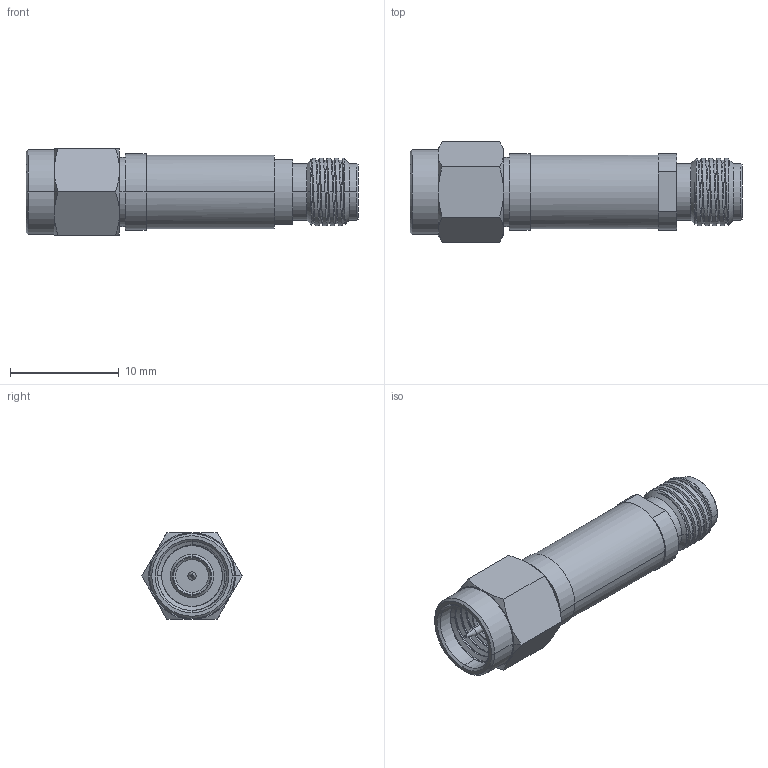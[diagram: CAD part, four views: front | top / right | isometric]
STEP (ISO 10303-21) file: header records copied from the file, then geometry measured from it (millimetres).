
FILE_DESCRIPTION (( 'STEP AP203' ), '1' );
FILE_NAME ('FMAT7447_3D.STEP', '2022-08-11T14:18:53', ( '' ), ( '' ), 'SwSTEP 2.0', 'SolidWorks 2021', '' );
FILE_SCHEMA (( 'CONFIG_CONTROL_DESIGN' ));
Length unit declared in the file: millimetre
Products named in the file (1): FMAT7447_3D
Bounding box: 30.55 x 9.24 x 8 mm (x, y, z)
Volume: 968.1 mm3; surface area: 1192 mm2
Topology: 1 solids, 1 shells, 123 faces, 286 edges, 176 vertices
Faces by surface type: cylinder 53, cone 38, plane 26, bspline 6
Entity records: 5340 total; most frequent: CARTESIAN_POINT 2640, ORIENTED_EDGE 572, DIRECTION 531, EDGE_CURVE 286, AXIS2_PLACEMENT_3D 217, VERTEX_POINT 176, EDGE_LOOP 134, FACE_OUTER_BOUND 123
